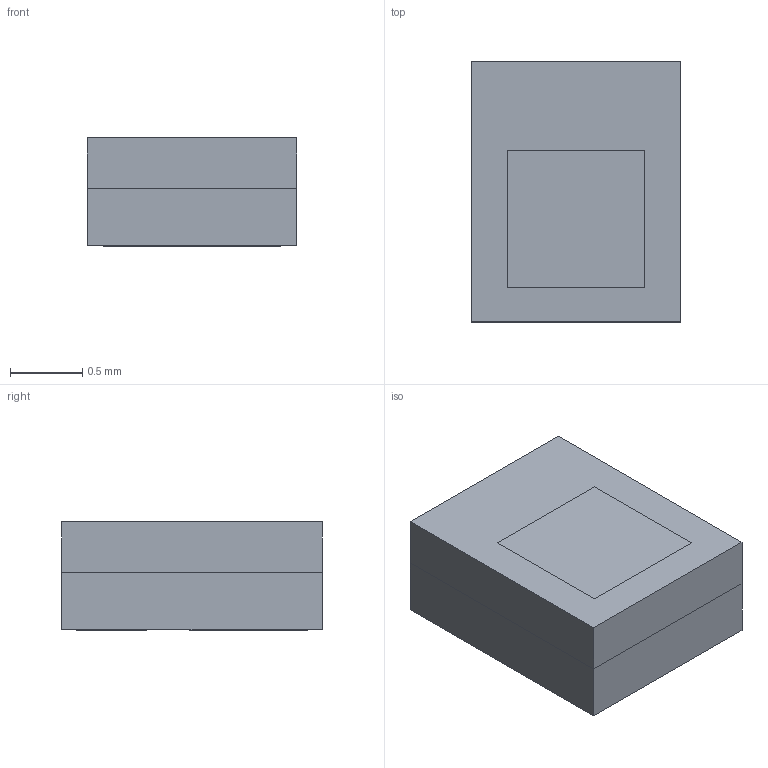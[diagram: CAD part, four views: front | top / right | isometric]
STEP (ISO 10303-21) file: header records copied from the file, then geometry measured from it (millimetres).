
FILE_DESCRIPTION (( 'STEP AP214' ), '1' );
FILE_NAME ('NCSW131D-PCA.STEP', '2021-04-09T07:18:59', ( '' ), ( '' ), 'SwSTEP 2.0', 'SolidWorks 2016', '' );
FILE_SCHEMA (( 'AUTOMOTIVE_DESIGN' ));
Length unit declared in the file: millimetre
Products named in the file (5): Part1_1; Part4; NCSW131D-PCA; Part3; Part2
Assembly tree (4 placements, depth 2):
  NCSW131D-PCA
    Part1_1
    Part2
    Part3
    Part4
Bounding box: 1.45 x 1.8 x 0.75 mm (x, y, z)
Volume: 2 mm3; surface area: 20.4 mm2
Topology: 6 solids, 6 shells, 46 faces, 99 edges, 66 vertices
Faces by surface type: plane 42, cylinder 4
Entity records: 1447 total; most frequent: CARTESIAN_POINT 218, DIRECTION 213, ORIENTED_EDGE 198, EDGE_CURVE 99, VECTOR 91, LINE 91, VERTEX_POINT 66, AXIS2_PLACEMENT_3D 61
